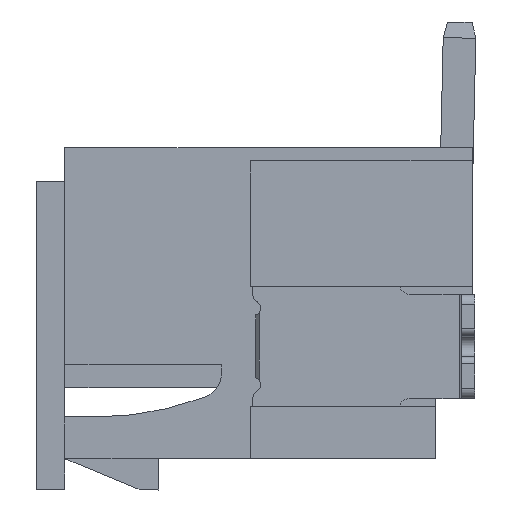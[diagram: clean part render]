
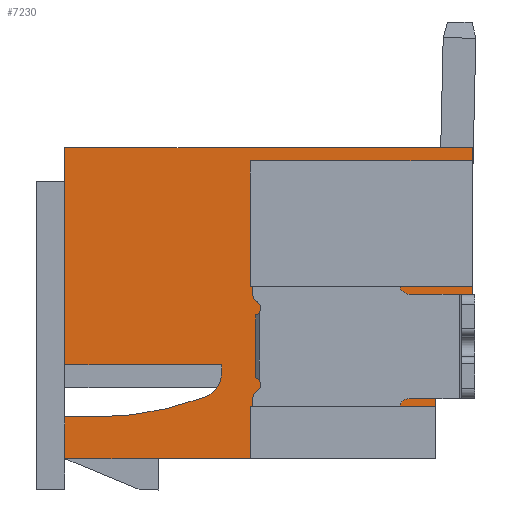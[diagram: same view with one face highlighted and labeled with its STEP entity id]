
A CAD part, left-side view. The second image highlights one B-rep face of the part: STEP entity #7230.
In plain terms, the highlighted planar face has unit normal (-1, 0, 0).
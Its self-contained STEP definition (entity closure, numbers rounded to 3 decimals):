
#1=DIRECTION('',(0.,0.841,-0.541));
#2=VECTOR('',#1,0.832);
#3=CARTESIAN_POINT('',(-18.75,-7.8,2.1));
#4=LINE('',#3,#2);
#5=DIRECTION('',(0.,0.707,-0.707));
#6=VECTOR('',#5,0.212);
#7=CARTESIAN_POINT('',(-18.75,-3.7,0.45));
#8=LINE('',#7,#6);
#9=CARTESIAN_POINT('',(-18.75,-0.6,6.622));
#10=DIRECTION('',(-1.,0.,0.));
#11=DIRECTION('',(0.,0.,-1.));
#12=AXIS2_PLACEMENT_3D('',#9,#10,#11);
#14=DIRECTION('',(0.,-0.94,0.342));
#15=VECTOR('',#14,0.085);
#16=CARTESIAN_POINT('',(-18.75,-2.591,1.151));
#17=LINE('',#16,#15);
#18=CARTESIAN_POINT('',(-18.75,-2.5,1.65));
#19=DIRECTION('',(-1.,0.,0.));
#20=DIRECTION('',(0.,-0.342,-0.94));
#21=AXIS2_PLACEMENT_3D('',#18,#19,#20);
#23=DIRECTION('',(0.,-0.707,-0.707));
#24=VECTOR('',#23,0.212);
#25=CARTESIAN_POINT('',(-18.75,-3.55,4.));
#26=LINE('',#25,#24);
#31=DIRECTION('',(0.,0.,1.));
#32=VECTOR('',#31,1.2);
#33=CARTESIAN_POINT('',(-18.75,-7.8,2.1));
#34=LINE('',#33,#32);
#35=DIRECTION('',(0.,0.,1.));
#36=VECTOR('',#35,0.25);
#37=CARTESIAN_POINT('',(-18.75,-7.8,5.7));
#38=LINE('',#37,#36);
#55=DIRECTION('',(0.,1.,0.));
#56=VECTOR('',#55,1.4);
#57=CARTESIAN_POINT('',(-18.75,-7.8,3.3));
#58=LINE('',#57,#56);
#235=DIRECTION('',(0.,0.,1.));
#236=VECTOR('',#235,0.55);
#237=CARTESIAN_POINT('',(-18.75,-6.4,3.3));
#238=LINE('',#237,#236);
#263=DIRECTION('',(0.,1.,0.));
#264=VECTOR('',#263,2.7);
#265=CARTESIAN_POINT('',(-18.75,-6.4,3.85));
#266=LINE('',#265,#264);
#393=DIRECTION('',(0.,-1.,0.));
#394=VECTOR('',#393,2.7);
#395=CARTESIAN_POINT('',(-18.75,-3.7,0.45));
#396=LINE('',#395,#394);
#421=DIRECTION('',(0.,0.,1.));
#422=VECTOR('',#421,0.55);
#423=CARTESIAN_POINT('',(-18.75,-6.4,0.45));
#424=LINE('',#423,#422);
#449=DIRECTION('',(0.,-1.,0.));
#450=VECTOR('',#449,0.7);
#451=CARTESIAN_POINT('',(-18.75,-6.4,1.));
#452=LINE('',#451,#450);
#675=DIRECTION('',(0.,0.,1.));
#676=VECTOR('',#675,0.65);
#677=CARTESIAN_POINT('',(-18.75,-7.1,1.));
#678=LINE('',#677,#676);
#1245=DIRECTION('',(0.,1.,0.));
#1246=VECTOR('',#1245,7.8);
#1247=CARTESIAN_POINT('',(-18.75,-7.8,5.95));
#1248=LINE('',#1247,#1246);
#1265=DIRECTION('',(0.,0.,-1.));
#1266=VECTOR('',#1265,4.15);
#1267=CARTESIAN_POINT('',(-18.75,0.,5.95));
#1268=LINE('',#1267,#1266);
#2273=DIRECTION('',(0.,1.,0.));
#2274=VECTOR('',#2273,0.6);
#2275=CARTESIAN_POINT('',(-18.75,-0.6,0.8));
#2276=LINE('',#2275,#2274);
#2309=DIRECTION('',(0.,-1.,0.));
#2310=VECTOR('',#2309,3.55);
#2311=CARTESIAN_POINT('',(-18.75,0.,0.));
#2312=LINE('',#2311,#2310);
#2493=DIRECTION('',(0.,0.,-1.));
#2494=VECTOR('',#2493,0.8);
#2495=CARTESIAN_POINT('',(-18.75,0.,0.8));
#2496=LINE('',#2495,#2494);
#2505=DIRECTION('',(0.,0.,1.));
#2506=VECTOR('',#2505,0.3);
#2507=CARTESIAN_POINT('',(-18.75,-3.55,0.));
#2508=LINE('',#2507,#2506);
#3457=DIRECTION('',(0.,-1.,0.));
#3458=VECTOR('',#3457,3.);
#3459=CARTESIAN_POINT('',(-18.75,0.,1.8));
#3460=LINE('',#3459,#3458);
#3461=DIRECTION('',(0.,0.,-1.));
#3462=VECTOR('',#3461,0.15);
#3463=CARTESIAN_POINT('',(-18.75,-3.,1.8));
#3464=LINE('',#3463,#3462);
#5443=DIRECTION('',(0.,0.,1.));
#5444=VECTOR('',#5443,1.7);
#5445=CARTESIAN_POINT('',(-18.75,-3.55,4.));
#5446=LINE('',#5445,#5444);
#5475=DIRECTION('',(0.,-1.,0.));
#5476=VECTOR('',#5475,4.25);
#5477=CARTESIAN_POINT('',(-18.75,-3.55,5.7));
#5478=LINE('',#5477,#5476);
#5491=CARTESIAN_POINT('',(-18.75,-7.8,2.1));
#5492=CARTESIAN_POINT('',(-18.75,-7.1,1.65));
#5493=VERTEX_POINT('',#5491);
#5494=VERTEX_POINT('',#5492);
#5495=CARTESIAN_POINT('',(-18.75,-7.1,1.));
#5496=VERTEX_POINT('',#5495);
#5497=CARTESIAN_POINT('',(-18.75,-6.4,1.));
#5498=VERTEX_POINT('',#5497);
#5499=CARTESIAN_POINT('',(-18.75,-3.7,0.45));
#5500=CARTESIAN_POINT('',(-18.75,-6.4,0.45));
#5501=VERTEX_POINT('',#5499);
#5502=VERTEX_POINT('',#5500);
#5503=CARTESIAN_POINT('',(-18.75,-3.55,0.));
#5504=CARTESIAN_POINT('',(-18.75,-3.55,0.3));
#5505=VERTEX_POINT('',#5503);
#5506=VERTEX_POINT('',#5504);
#5507=CARTESIAN_POINT('',(-18.75,0.,0.));
#5508=VERTEX_POINT('',#5507);
#5509=CARTESIAN_POINT('',(-18.75,0.,0.8));
#5510=VERTEX_POINT('',#5509);
#5511=CARTESIAN_POINT('',(-18.75,-0.6,0.8));
#5512=VERTEX_POINT('',#5511);
#5513=CARTESIAN_POINT('',(-18.75,-2.591,1.151));
#5514=VERTEX_POINT('',#5513);
#5515=CARTESIAN_POINT('',(-18.75,-2.671,1.18));
#5516=VERTEX_POINT('',#5515);
#5517=CARTESIAN_POINT('',(-18.75,-3.,1.65));
#5518=VERTEX_POINT('',#5517);
#5519=CARTESIAN_POINT('',(-18.75,-3.,1.8));
#5520=VERTEX_POINT('',#5519);
#5521=CARTESIAN_POINT('',(-18.75,0.,1.8));
#5522=VERTEX_POINT('',#5521);
#5523=CARTESIAN_POINT('',(-18.75,0.,5.95));
#5524=VERTEX_POINT('',#5523);
#5525=CARTESIAN_POINT('',(-18.75,-7.8,5.95));
#5526=VERTEX_POINT('',#5525);
#5527=CARTESIAN_POINT('',(-18.75,-3.55,5.7));
#5528=CARTESIAN_POINT('',(-18.75,-7.8,5.7));
#5529=VERTEX_POINT('',#5527);
#5530=VERTEX_POINT('',#5528);
#5531=CARTESIAN_POINT('',(-18.75,-3.55,4.));
#5532=VERTEX_POINT('',#5531);
#5533=CARTESIAN_POINT('',(-18.75,-7.8,3.3));
#5534=VERTEX_POINT('',#5533);
#6209=CARTESIAN_POINT('',(-18.75,-6.4,3.3));
#6210=VERTEX_POINT('',#6209);
#6225=CARTESIAN_POINT('',(-18.75,-6.4,3.85));
#6226=VERTEX_POINT('',#6225);
#6231=CARTESIAN_POINT('',(-18.75,-3.7,3.85));
#6232=VERTEX_POINT('',#6231);
#7173=CARTESIAN_POINT('',(-18.75,-3.9,2.975));
#7174=DIRECTION('',(1.,0.,0.));
#7175=DIRECTION('',(0.,0.,1.));
#7176=AXIS2_PLACEMENT_3D('',#7173,#7174,#7175);
#7177=PLANE('',#7176);
#7179=ORIENTED_EDGE('',*,*,#7178,.T.);
#7181=ORIENTED_EDGE('',*,*,#7180,.F.);
#7183=ORIENTED_EDGE('',*,*,#7182,.F.);
#7185=ORIENTED_EDGE('',*,*,#7184,.F.);
#7187=ORIENTED_EDGE('',*,*,#7186,.F.);
#7189=ORIENTED_EDGE('',*,*,#7188,.T.);
#7191=ORIENTED_EDGE('',*,*,#7190,.F.);
#7193=ORIENTED_EDGE('',*,*,#7192,.F.);
#7195=ORIENTED_EDGE('',*,*,#7194,.F.);
#7197=ORIENTED_EDGE('',*,*,#7196,.F.);
#7199=ORIENTED_EDGE('',*,*,#7198,.T.);
#7201=ORIENTED_EDGE('',*,*,#7200,.T.);
#7203=ORIENTED_EDGE('',*,*,#7202,.T.);
#7205=ORIENTED_EDGE('',*,*,#7204,.F.);
#7207=ORIENTED_EDGE('',*,*,#7206,.F.);
#7209=ORIENTED_EDGE('',*,*,#7208,.F.);
#7211=ORIENTED_EDGE('',*,*,#7210,.F.);
#7213=ORIENTED_EDGE('',*,*,#7212,.F.);
#7215=ORIENTED_EDGE('',*,*,#7214,.F.);
#7217=ORIENTED_EDGE('',*,*,#7216,.F.);
#7219=ORIENTED_EDGE('',*,*,#7218,.T.);
#7221=ORIENTED_EDGE('',*,*,#7220,.F.);
#7223=ORIENTED_EDGE('',*,*,#7222,.F.);
#7225=ORIENTED_EDGE('',*,*,#7224,.F.);
#7227=ORIENTED_EDGE('',*,*,#7226,.F.);
#7228=EDGE_LOOP('',(#7179,#7181,#7183,#7185,#7187,#7189,#7191,#7193,#7195,#7197,
#7199,#7201,#7203,#7205,#7207,#7209,#7211,#7213,#7215,#7217,#7219,#7221,#7223,
#7225,#7227));
#7229=FACE_OUTER_BOUND('',#7228,.F.);
#13=CIRCLE('',#12,5.822);
#22=CIRCLE('',#21,0.5);
#7178=EDGE_CURVE('',#5493,#5494,#4,.T.);
#7180=EDGE_CURVE('',#5496,#5494,#678,.T.);
#7182=EDGE_CURVE('',#5498,#5496,#452,.T.);
#7184=EDGE_CURVE('',#5502,#5498,#424,.T.);
#7186=EDGE_CURVE('',#5501,#5502,#396,.T.);
#7188=EDGE_CURVE('',#5501,#5506,#8,.T.);
#7190=EDGE_CURVE('',#5505,#5506,#2508,.T.);
#7192=EDGE_CURVE('',#5508,#5505,#2312,.T.);
#7194=EDGE_CURVE('',#5510,#5508,#2496,.T.);
#7196=EDGE_CURVE('',#5512,#5510,#2276,.T.);
#7198=EDGE_CURVE('',#5512,#5514,#13,.T.);
#7200=EDGE_CURVE('',#5514,#5516,#17,.T.);
#7202=EDGE_CURVE('',#5516,#5518,#22,.T.);
#7204=EDGE_CURVE('',#5520,#5518,#3464,.T.);
#7206=EDGE_CURVE('',#5522,#5520,#3460,.T.);
#7208=EDGE_CURVE('',#5524,#5522,#1268,.T.);
#7210=EDGE_CURVE('',#5526,#5524,#1248,.T.);
#7212=EDGE_CURVE('',#5530,#5526,#38,.T.);
#7214=EDGE_CURVE('',#5529,#5530,#5478,.T.);
#7216=EDGE_CURVE('',#5532,#5529,#5446,.T.);
#7218=EDGE_CURVE('',#5532,#6232,#26,.T.);
#7220=EDGE_CURVE('',#6226,#6232,#266,.T.);
#7222=EDGE_CURVE('',#6210,#6226,#238,.T.);
#7224=EDGE_CURVE('',#5534,#6210,#58,.T.);
#7226=EDGE_CURVE('',#5493,#5534,#34,.T.);
#7230=ADVANCED_FACE('',(#7229),#7177,.F.);
